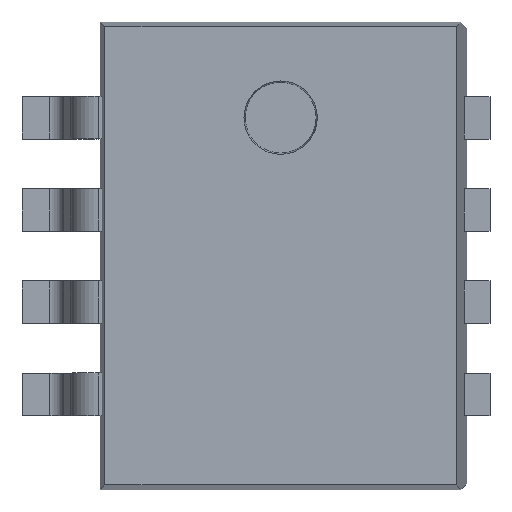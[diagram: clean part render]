
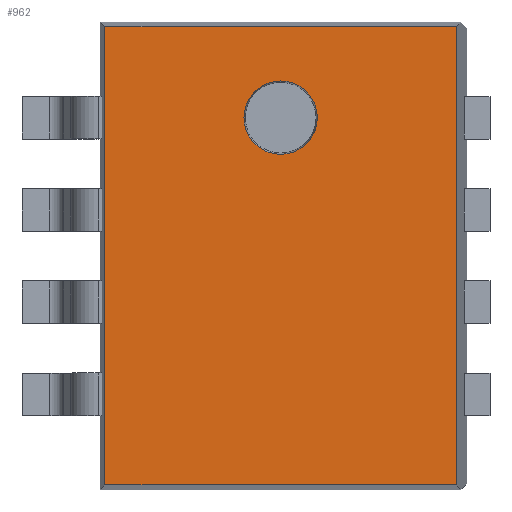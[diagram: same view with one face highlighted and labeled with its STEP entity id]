
A CAD part, top view. The second image highlights one B-rep face of the part: STEP entity #962.
In plain terms, the highlighted planar face has unit normal (0, 0, 1).
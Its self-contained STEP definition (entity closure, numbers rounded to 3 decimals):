
#13=DIRECTION('',(0.,0.,1.));
#24=VERTEX_POINT('',#25);
#25=CARTESIAN_POINT('',(0.433,0.975,0.87));
#29=ORIENTED_EDGE('',*,*,#30,.T.);
#30=EDGE_CURVE('',#24,#31,#33,.T.);
#31=VERTEX_POINT('',#32);
#32=CARTESIAN_POINT('',(-0.085,0.975,0.87));
#33=CIRCLE('',#34,0.259);
#34=AXIS2_PLACEMENT_3D('',#35,#36,#37);
#35=CARTESIAN_POINT('',(0.174,0.975,0.87));
#36=DIRECTION('',(0.,0.,-1.));
#37=DIRECTION('',(1.,0.,0.));
#58=VERTEX_POINT('',#59);
#59=CARTESIAN_POINT('',(-1.065,1.615,0.87));
#70=VECTOR('',#71,1.);
#71=DIRECTION('',(0.,-1.,0.));
#74=VERTEX_POINT('',#75);
#75=CARTESIAN_POINT('',(-1.065,-1.615,0.87));
#81=EDGE_CURVE('',#58,#74,#82,.T.);
#82=LINE('',#83,#70);
#83=CARTESIAN_POINT('',(-1.065,-1.65,0.87));
#94=VECTOR('',#95,1.);
#95=DIRECTION('',(0.,1.,0.));
#275=VECTOR('',#276,1.);
#276=DIRECTION('',(-1.,0.,0.));
#349=VECTOR('',#37,1.);
#962=ADVANCED_FACE('',(#963,#967),#985,.T.);
#963=FACE_BOUND('',#964,.T.);
#964=EDGE_LOOP('',(#29,#965));
#965=ORIENTED_EDGE('',*,*,#966,.T.);
#966=EDGE_CURVE('',#31,#24,#33,.T.);
#967=FACE_BOUND('',#968,.T.);
#968=EDGE_LOOP('',(#969,#977,#981,#982));
#969=ORIENTED_EDGE('',*,*,#970,.T.);
#970=EDGE_CURVE('',#971,#973,#975,.T.);
#971=VERTEX_POINT('',#972);
#972=CARTESIAN_POINT('',(1.413,-1.615,0.87));
#973=VERTEX_POINT('',#974);
#974=CARTESIAN_POINT('',(1.413,1.615,0.87));
#975=LINE('',#976,#94);
#976=CARTESIAN_POINT('',(1.413,1.65,0.87));
#977=ORIENTED_EDGE('',*,*,#978,.T.);
#978=EDGE_CURVE('',#973,#58,#979,.T.);
#979=LINE('',#980,#275);
#980=CARTESIAN_POINT('',(-1.1,1.615,0.87));
#981=ORIENTED_EDGE('',*,*,#81,.T.);
#982=ORIENTED_EDGE('',*,*,#983,.T.);
#983=EDGE_CURVE('',#74,#971,#984,.T.);
#984=LINE('',#972,#349);
#985=PLANE('',#986);
#986=AXIS2_PLACEMENT_3D('',#987,#13,#37);
#987=CARTESIAN_POINT('',(0.,0.,0.87));
